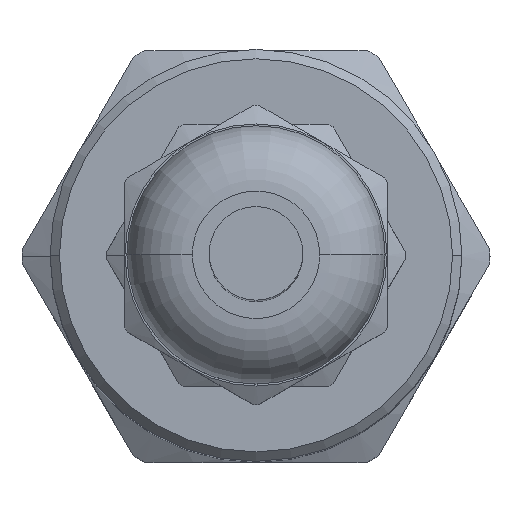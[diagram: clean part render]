
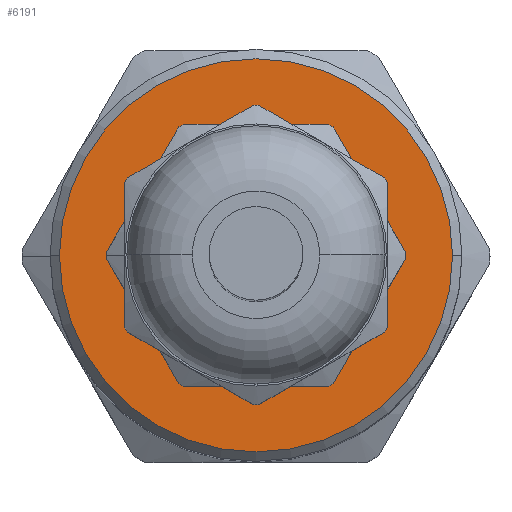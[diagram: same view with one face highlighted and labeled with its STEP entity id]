
A CAD part, top view. The second image highlights one B-rep face of the part: STEP entity #6191.
In plain terms, the highlighted face is planar.
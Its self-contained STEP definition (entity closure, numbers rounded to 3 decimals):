
#569 = CIRCLE ( 'NONE', #6055, 6. ) ;
#644 = CARTESIAN_POINT ( 'NONE',  ( 0., 1.5, 0. ) ) ;
#840 = DIRECTION ( 'NONE',  ( 0., 1., 0. ) ) ;
#1049 = CARTESIAN_POINT ( 'NONE',  ( -10.5, 1.5, 0. ) ) ;
#1185 = CIRCLE ( 'NONE', #7453, 6. ) ;
#1186 = VERTEX_POINT ( 'NONE', #1049 ) ;
#1251 = DIRECTION ( 'NONE',  ( 0., 0., 1. ) ) ;
#1380 = DIRECTION ( 'NONE',  ( 0., 1., 0. ) ) ;
#1433 = PLANE ( 'NONE',  #2160 ) ;
#1450 = DIRECTION ( 'NONE',  ( 0., 1., 0. ) ) ;
#1986 = ORIENTED_EDGE ( 'NONE', *, *, #8953, .T. ) ;
#2160 = AXIS2_PLACEMENT_3D ( 'NONE', #8924, #840, #8974 ) ;
#2204 = DIRECTION ( 'NONE',  ( 0., -1., 0. ) ) ;
#2921 = AXIS2_PLACEMENT_3D ( 'NONE', #644, #1380, #4215 ) ;
#2924 = AXIS2_PLACEMENT_3D ( 'NONE', #4445, #1450, #7429 ) ;
#3092 = CIRCLE ( 'NONE', #2921, 10.5 ) ;
#3950 = ORIENTED_EDGE ( 'NONE', *, *, #9415, .T. ) ;
#4214 = VERTEX_POINT ( 'NONE', #8119 ) ;
#4215 = DIRECTION ( 'NONE',  ( 1., 0., 0. ) ) ;
#4445 = CARTESIAN_POINT ( 'NONE',  ( 0., 1.5, 0. ) ) ;
#4507 = DIRECTION ( 'NONE',  ( 0., 0., 1. ) ) ;
#4985 = VERTEX_POINT ( 'NONE', #5269 ) ;
#5269 = CARTESIAN_POINT ( 'NONE',  ( 10.5, 1.5, 0. ) ) ;
#5471 = EDGE_CURVE ( 'NONE', #1186, #4985, #3092, .T. ) ;
#5733 = CIRCLE ( 'NONE', #2924, 10.5 ) ;
#6055 = AXIS2_PLACEMENT_3D ( 'NONE', #7384, #8015, #1251 ) ;
#6114 = CARTESIAN_POINT ( 'NONE',  ( 0., 1.5, 0. ) ) ;
#6191 = ADVANCED_FACE ( 'NONE', ( #7365, #8825 ), #1433, .T. ) ;
#6341 = VERTEX_POINT ( 'NONE', #9113 ) ;
#7365 = FACE_BOUND ( 'NONE', #9120, .T. ) ;
#7384 = CARTESIAN_POINT ( 'NONE',  ( 0., 1.5, 0. ) ) ;
#7429 = DIRECTION ( 'NONE',  ( 1., 0., 0. ) ) ;
#7453 = AXIS2_PLACEMENT_3D ( 'NONE', #6114, #2204, #4507 ) ;
#7807 = ORIENTED_EDGE ( 'NONE', *, *, #5471, .T. ) ;
#8015 = DIRECTION ( 'NONE',  ( 0., -1., 0. ) ) ;
#8119 = CARTESIAN_POINT ( 'NONE',  ( 0., 1.5, -6. ) ) ;
#8610 = EDGE_LOOP ( 'NONE', ( #3950, #7807 ) ) ;
#8730 = ORIENTED_EDGE ( 'NONE', *, *, #9124, .T. ) ;
#8825 = FACE_OUTER_BOUND ( 'NONE', #8610, .T. ) ;
#8924 = CARTESIAN_POINT ( 'NONE',  ( 0., 1.5, 0. ) ) ;
#8953 = EDGE_CURVE ( 'NONE', #4214, #6341, #1185, .T. ) ;
#8974 = DIRECTION ( 'NONE',  ( 0., 0., 1. ) ) ;
#9113 = CARTESIAN_POINT ( 'NONE',  ( 0., 1.5, 6. ) ) ;
#9120 = EDGE_LOOP ( 'NONE', ( #8730, #1986 ) ) ;
#9124 = EDGE_CURVE ( 'NONE', #6341, #4214, #569, .T. ) ;
#9415 = EDGE_CURVE ( 'NONE', #4985, #1186, #5733, .T. ) ;
